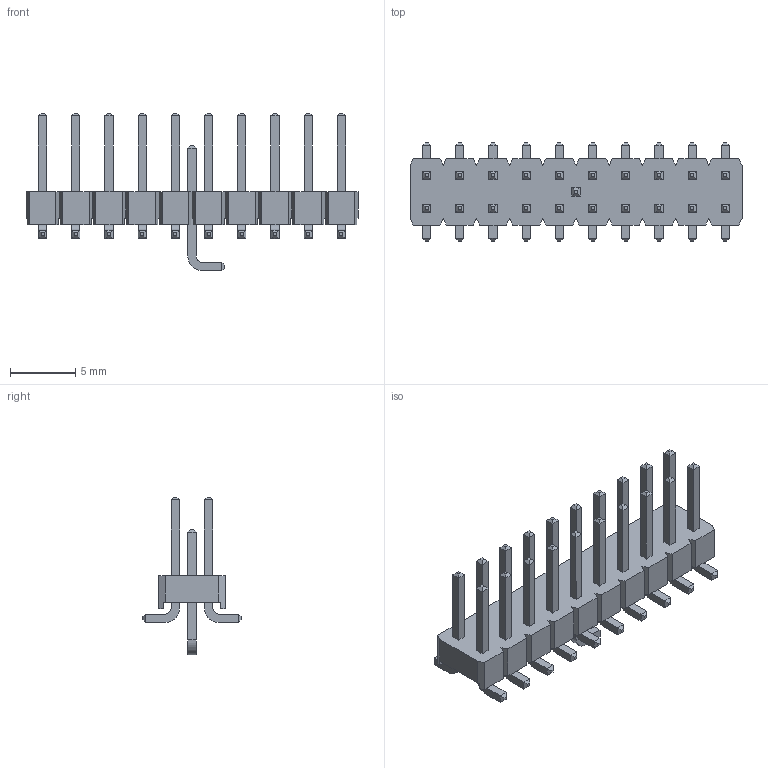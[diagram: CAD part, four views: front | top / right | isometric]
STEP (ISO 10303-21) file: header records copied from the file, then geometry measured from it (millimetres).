
FILE_DESCRIPTION( ( 'Unknown' ), '1' );
FILE_NAME( '61002021121.stp', 'Unknown', ( 'Unknown' ), ( 'Unknown' ), 'PSStep 14.0', 'Unknown', ' ' );
FILE_SCHEMA( ( 'AUTOMOTIVE_DESIGN { 1 0 10303 214 1 1 1 1 }' ) );
Length unit declared in the file: millimetre
Products named in the file (3): Assem1; 6100xx21121_PIN; 61002021121
Bounding box: 25.4 x 7.5 x 12.07 mm (x, y, z)
Volume: 594.3 mm3; surface area: 1692 mm2
Topology: 23 solids, 23 shells, 746 faces, 1932 edges, 1232 vertices
Faces by surface type: plane 704, cylinder 42
Entity records: 8362 total; most frequent: CARTESIAN_POINT 1198, ORIENTED_EDGE 1172, DIRECTION 1038, EDGE_CURVE 586, LINE 582, VECTOR 582, VERTEX_POINT 388, EDGE_LOOP 242
